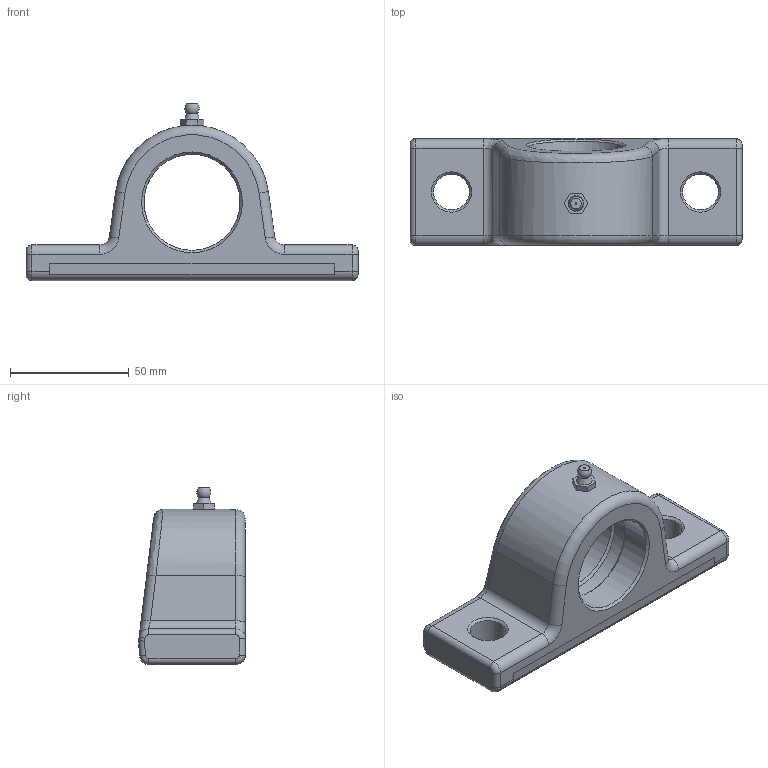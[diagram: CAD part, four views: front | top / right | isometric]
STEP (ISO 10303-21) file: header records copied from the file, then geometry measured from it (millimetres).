
FILE_DESCRIPTION(/* description */ ('Unknown'),/* implementation_level */ '2;1');
FILE_NAME(/* name */ 'SUP040i',/* time_stamp */ '2019-01-29T11:16:36+01:00',/* author */ ('Unknown'),/* organization */ ('Unknown'),/* preprocessor_version */ 'ST-DEVELOPER v16',/* originating_system */ 'DEX',/* authorisation */ $);
FILE_SCHEMA (('AUTOMOTIVE_DESIGN {1 0 10303 214 3 1 1}'));
Length unit declared in the file: millimetre
Products named in the file (3): 2169i; 2169; 2247
Assembly tree (2 placements, depth 2):
  2169i
    2169
    2247
Bounding box: 140 x 45 x 74.7 mm (x, y, z)
Volume: 151051.9 mm3; surface area: 28956.8 mm2
Topology: 2 solids, 2 shells, 80 faces, 188 edges, 113 vertices
Faces by surface type: cylinder 31, plane 23, torus 11, cone 9, bspline 4, sphere 2
Full cylindrical faces by diameter (mm): 7.2 x2, 8 x1, 15 x2, 40.5 x2
Entity records: 3051 total; most frequent: CARTESIAN_POINT 1117, DIRECTION 394, ORIENTED_EDGE 322, EDGE_CURVE 161, AXIS2_PLACEMENT_3D 161, EDGE_LOOP 108, FACE_BOUND 108, VERTEX_POINT 105
